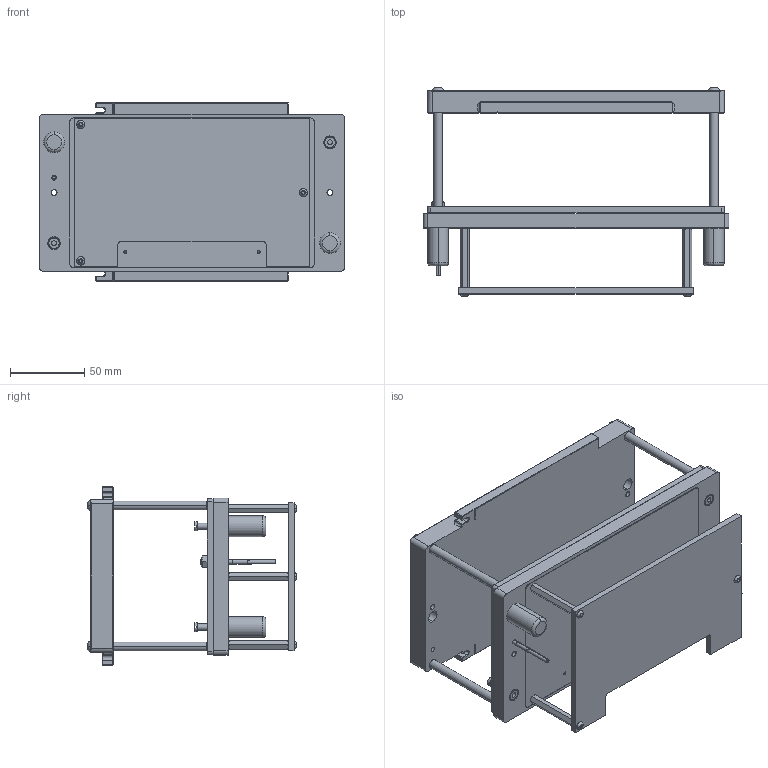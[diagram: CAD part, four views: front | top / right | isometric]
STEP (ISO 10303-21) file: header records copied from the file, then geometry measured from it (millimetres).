
FILE_DESCRIPTION (( 'STEP AP214' ), '1' );
FILE_NAME ('45669-KIT~0.STEP', '2019-09-19T08:33:59', ( '' ), ( '' ), 'SwSTEP 2.0', 'SolidWorks 2018', '' );
FILE_SCHEMA (( 'AUTOMOTIVE_DESIGN' ));
Length unit declared in the file: millimetre
Products named in the file (23): SKB-II~-s-k-i-i_M3,0x40 St; 45635~0_ohne Transportschrauben<S>; ISO7380~n_M03,0x010; 40995~5_kontaktiert hub7mm<S>; Gewindebuchse~n_M04-09,5 offen; 41369~1_S; 30807~6; KS-113-Master~-k-s_KS-113 23; 35419~0; 28944~2_S; 45669-KIT~0; 2196~6; 3917~3_M 3 A; 2229~6; DIN7991~n_M04,0x012; ISO7380~n_M04,0x020; 53731~0; 41899~3_flexiebel <S>; GKS-114-0015~-g-k-s_Hub = 08,0 <S>; DIN7991~n_M03,0x016 VA; 1583~0_Hub 14,5mm <Standard>; 28377~12; 45634~5_S
Assembly tree (40 placements, depth 4):
  45669-KIT~0
    40995~5_kontaktiert hub7mm<S>
      28377~12
      30807~6
      28944~2_S
      SKB-II~-s-k-i-i_M3,0x40 St  x3
      1583~0_Hub 14,5mm <Standard>  x2
      2229~6  x2
      2196~6  x2
      35419~0  x2
      Gewindebuchse~n_M04-09,5 offen  x2
      41899~3_flexiebel <S>
        KS-113-Master~-k-s_KS-113 23
        GKS-114-0015~-g-k-s_Hub = 08,0 <S>
        53731~0
        3917~3_M 3 A
      ISO7380~n_M03,0x010  x3
      DIN7991~n_M03,0x016 VA  x3
      DIN7991~n_M04,0x012  x2
    45635~0_ohne Transportschrauben<S>
      45634~5_S
      41369~1_S  x4
      ISO7380~n_M04,0x020  x4
Bounding box: 206 x 140.85 x 120 mm (x, y, z)
Volume: 694148.5 mm3; surface area: 205361.1 mm2
Topology: 39 solids, 39 shells, 1265 faces, 2999 edges, 1900 vertices
Faces by surface type: plane 547, cylinder 498, cone 166, torus 46, bspline 4, sphere 4
Entity records: 24802 total; most frequent: CARTESIAN_POINT 5479, DIRECTION 4020, ORIENTED_EDGE 3516, EDGE_CURVE 1758, AXIS2_PLACEMENT_3D 1530, VERTEX_POINT 1127, LINE 960, VECTOR 960
